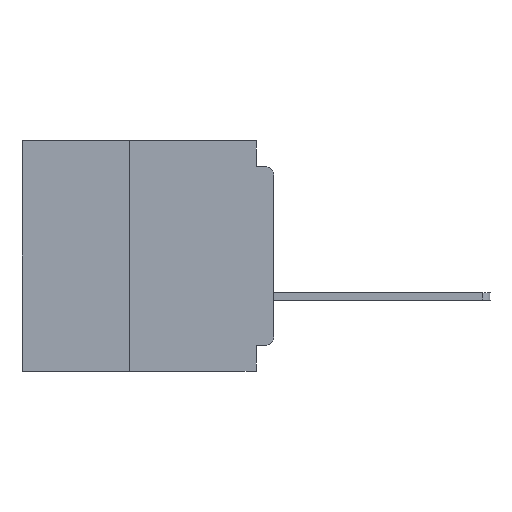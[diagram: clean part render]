
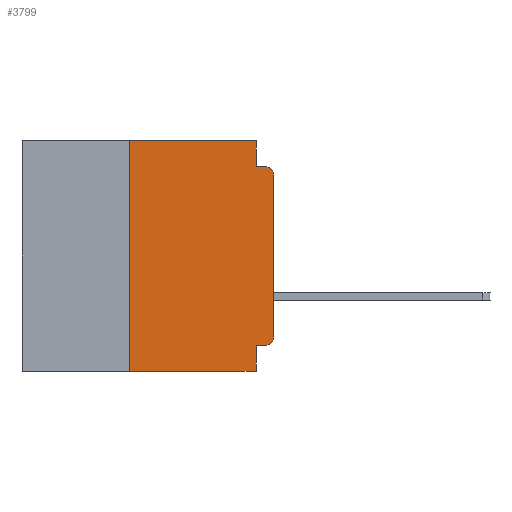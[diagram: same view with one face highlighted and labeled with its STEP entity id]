
A CAD part, left-side view. The second image highlights one B-rep face of the part: STEP entity #3799.
In plain terms, the highlighted planar face has unit normal (-1, 0, 0).
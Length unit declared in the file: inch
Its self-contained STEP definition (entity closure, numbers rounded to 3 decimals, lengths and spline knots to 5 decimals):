
#1417 = DIRECTION ( 'NONE',  ( 0., 0., -1. ) ) ;
#1895 = CARTESIAN_POINT ( 'NONE',  ( 0., 0.031, -0.4 ) ) ;
#2031 = AXIS2_PLACEMENT_3D ( 'NONE', #65628, #33584, #1417 ) ;
#2639 = EDGE_LOOP ( 'NONE', ( #52070, #63539, #17818, #10588, #22359, #39121, #53369, #20047, #38506, #21272 ) ) ;
#3187 = CARTESIAN_POINT ( 'NONE',  ( 0., 0., -0.355 ) ) ;
#3799 = ADVANCED_FACE ( 'NONE', ( #56810 ), #55563, .F. ) ;
#4688 = LINE ( 'NONE', #59024, #31546 ) ;
#4832 = CARTESIAN_POINT ( 'NONE',  ( 0., 0.031, 0. ) ) ;
#6015 = VERTEX_POINT ( 'NONE', #50388 ) ;
#6567 = VECTOR ( 'NONE', #22407, 39.37008 ) ;
#6891 = VECTOR ( 'NONE', #49361, 39.37008 ) ;
#7610 = EDGE_CURVE ( 'NONE', #19962, #64187, #39590, .T. ) ;
#8598 = LINE ( 'NONE', #49135, #6891 ) ;
#9144 = CARTESIAN_POINT ( 'NONE',  ( 0., 0.25, -0.4 ) ) ;
#9371 = CARTESIAN_POINT ( 'NONE',  ( 0., 0.015, -0.045 ) ) ;
#9729 = EDGE_CURVE ( 'NONE', #64187, #45905, #31205, .T. ) ;
#10588 = ORIENTED_EDGE ( 'NONE', *, *, #9729, .F. ) ;
#12528 = CARTESIAN_POINT ( 'NONE',  ( 0., 0.015, -0.355 ) ) ;
#15230 = CARTESIAN_POINT ( 'NONE',  ( 0., 0.015, -0.34 ) ) ;
#16466 = VECTOR ( 'NONE', #25231, 39.37008 ) ;
#17818 = ORIENTED_EDGE ( 'NONE', *, *, #21558, .F. ) ;
#18034 = CARTESIAN_POINT ( 'NONE',  ( 0., 0.437, 0. ) ) ;
#19606 = EDGE_CURVE ( 'NONE', #42373, #57822, #65646, .T. ) ;
#19962 = VERTEX_POINT ( 'NONE', #61349 ) ;
#20047 = ORIENTED_EDGE ( 'NONE', *, *, #47700, .F. ) ;
#20602 = DIRECTION ( 'NONE',  ( 0., 0., -1. ) ) ;
#20831 = LINE ( 'NONE', #43834, #6567 ) ;
#21194 = VECTOR ( 'NONE', #63925, 39.37008 ) ;
#21272 = ORIENTED_EDGE ( 'NONE', *, *, #48982, .T. ) ;
#21558 = EDGE_CURVE ( 'NONE', #45905, #50397, #20831, .T. ) ;
#22359 = ORIENTED_EDGE ( 'NONE', *, *, #7610, .F. ) ;
#22407 = DIRECTION ( 'NONE',  ( 0., -1., 0. ) ) ;
#23411 = DIRECTION ( 'NONE',  ( 1., 0., 0. ) ) ;
#23581 = VECTOR ( 'NONE', #67234, 39.37008 ) ;
#23629 = CARTESIAN_POINT ( 'NONE',  ( 0., 0., -0.06 ) ) ;
#24561 = CARTESIAN_POINT ( 'NONE',  ( 0., 0.437, 0. ) ) ;
#25231 = DIRECTION ( 'NONE',  ( 0., 0., -1. ) ) ;
#25374 = AXIS2_PLACEMENT_3D ( 'NONE', #18034, #23411, #60934 ) ;
#25520 = CIRCLE ( 'NONE', #2031, 0.015 ) ;
#28947 = VERTEX_POINT ( 'NONE', #12528 ) ;
#30542 = CIRCLE ( 'NONE', #50333, 0.015 ) ;
#31205 = LINE ( 'NONE', #4832, #59697 ) ;
#31546 = VECTOR ( 'NONE', #64425, 39.37008 ) ;
#31586 = DIRECTION ( 'NONE',  ( 0., 0., -1. ) ) ;
#32919 = LINE ( 'NONE', #3187, #58037 ) ;
#33584 = DIRECTION ( 'NONE',  ( -1., 0., 0. ) ) ;
#38506 = ORIENTED_EDGE ( 'NONE', *, *, #64415, .F. ) ;
#38678 = CARTESIAN_POINT ( 'NONE',  ( 0., 0.031, 0. ) ) ;
#39121 = ORIENTED_EDGE ( 'NONE', *, *, #47252, .F. ) ;
#39590 = LINE ( 'NONE', #24561, #23581 ) ;
#42373 = VERTEX_POINT ( 'NONE', #9144 ) ;
#43834 = CARTESIAN_POINT ( 'NONE',  ( 0., 0., -0.045 ) ) ;
#44301 = EDGE_CURVE ( 'NONE', #53829, #50397, #25520, .T. ) ;
#45905 = VERTEX_POINT ( 'NONE', #57257 ) ;
#47252 = EDGE_CURVE ( 'NONE', #42373, #19962, #4688, .T. ) ;
#47700 = EDGE_CURVE ( 'NONE', #6015, #57822, #48390, .T. ) ;
#48390 = LINE ( 'NONE', #68126, #16466 ) ;
#48982 = EDGE_CURVE ( 'NONE', #28947, #54650, #30542, .T. ) ;
#49135 = CARTESIAN_POINT ( 'NONE',  ( 0., 0., 0. ) ) ;
#49361 = DIRECTION ( 'NONE',  ( 0., 0., 1. ) ) ;
#50333 = AXIS2_PLACEMENT_3D ( 'NONE', #15230, #52764, #20602 ) ;
#50388 = CARTESIAN_POINT ( 'NONE',  ( 0., 0.031, -0.355 ) ) ;
#50397 = VERTEX_POINT ( 'NONE', #9371 ) ;
#52070 = ORIENTED_EDGE ( 'NONE', *, *, #55026, .T. ) ;
#52409 = CARTESIAN_POINT ( 'NONE',  ( 0., 0., -0.34 ) ) ;
#52764 = DIRECTION ( 'NONE',  ( -1., 0., 0. ) ) ;
#53369 = ORIENTED_EDGE ( 'NONE', *, *, #19606, .T. ) ;
#53829 = VERTEX_POINT ( 'NONE', #23629 ) ;
#54650 = VERTEX_POINT ( 'NONE', #52409 ) ;
#55026 = EDGE_CURVE ( 'NONE', #54650, #53829, #8598, .T. ) ;
#55563 = PLANE ( 'NONE',  #25374 ) ;
#56656 = DIRECTION ( 'NONE',  ( 0., 1., 0. ) ) ;
#56810 = FACE_OUTER_BOUND ( 'NONE', #2639, .T. ) ;
#57257 = CARTESIAN_POINT ( 'NONE',  ( 0., 0.031, -0.045 ) ) ;
#57822 = VERTEX_POINT ( 'NONE', #1895 ) ;
#58037 = VECTOR ( 'NONE', #56656, 39.37008 ) ;
#58529 = CARTESIAN_POINT ( 'NONE',  ( 0., 0.437, -0.4 ) ) ;
#59024 = CARTESIAN_POINT ( 'NONE',  ( 0., 0.25, -0.4 ) ) ;
#59697 = VECTOR ( 'NONE', #31586, 39.37008 ) ;
#60934 = DIRECTION ( 'NONE',  ( 0., 0., -1. ) ) ;
#61349 = CARTESIAN_POINT ( 'NONE',  ( 0., 0.25, 0. ) ) ;
#63539 = ORIENTED_EDGE ( 'NONE', *, *, #44301, .T. ) ;
#63925 = DIRECTION ( 'NONE',  ( 0., -1., 0. ) ) ;
#64187 = VERTEX_POINT ( 'NONE', #38678 ) ;
#64415 = EDGE_CURVE ( 'NONE', #28947, #6015, #32919, .T. ) ;
#64425 = DIRECTION ( 'NONE',  ( 0., 0., 1. ) ) ;
#65628 = CARTESIAN_POINT ( 'NONE',  ( 0., 0.015, -0.06 ) ) ;
#65646 = LINE ( 'NONE', #58529, #21194 ) ;
#67234 = DIRECTION ( 'NONE',  ( 0., -1., 0. ) ) ;
#68126 = CARTESIAN_POINT ( 'NONE',  ( 0., 0.031, -0.4 ) ) ;
